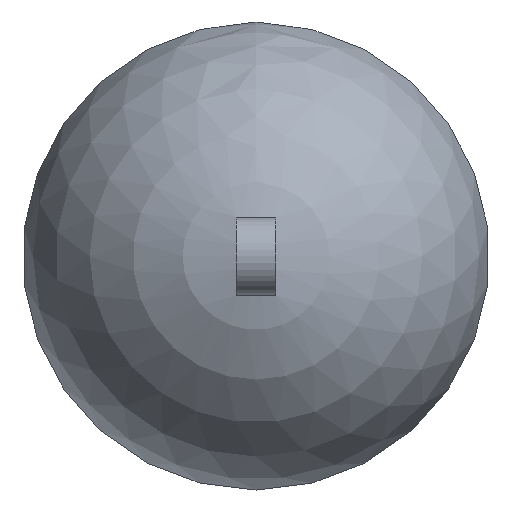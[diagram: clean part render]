
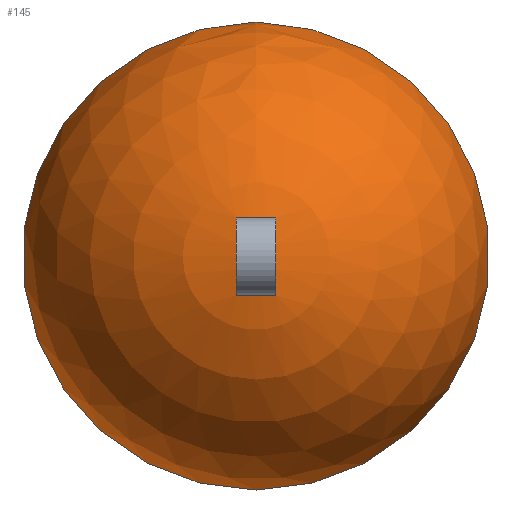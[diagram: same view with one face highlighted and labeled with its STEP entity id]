
A CAD part, left-side view. The second image highlights one B-rep face of the part: STEP entity #145.
In plain terms, the highlighted spherical face has radius 60 mm.
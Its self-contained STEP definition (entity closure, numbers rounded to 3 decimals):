
#20=SPHERICAL_SURFACE('',#176,60.);
#24=CIRCLE('',#160,59.161);
#27=CIRCLE('',#165,59.161);
#32=CIRCLE('',#173,59.791);
#33=CIRCLE('',#175,59.791);
#62=ORIENTED_EDGE('',*,*,#67,.T.);
#63=ORIENTED_EDGE('',*,*,#81,.T.);
#64=ORIENTED_EDGE('',*,*,#73,.T.);
#65=ORIENTED_EDGE('',*,*,#80,.F.);
#67=EDGE_CURVE('',#84,#82,#24,.T.);
#73=EDGE_CURVE('',#88,#89,#27,.T.);
#80=EDGE_CURVE('',#84,#89,#32,.T.);
#81=EDGE_CURVE('',#82,#88,#33,.T.);
#82=VERTEX_POINT('',#224);
#84=VERTEX_POINT('',#227);
#88=VERTEX_POINT('',#239);
#89=VERTEX_POINT('',#240);
#119=EDGE_LOOP('',(#62,#63,#64,#65));
#133=FACE_BOUND('',#119,.T.);
#145=ADVANCED_FACE('',(#133),#20,.T.);
#160=AXIS2_PLACEMENT_3D('',#226,#182,#183);
#165=AXIS2_PLACEMENT_3D('',#238,#195,#196);
#173=AXIS2_PLACEMENT_3D('',#254,#213,#214);
#175=AXIS2_PLACEMENT_3D('',#256,#217,#218);
#176=AXIS2_PLACEMENT_3D('',#257,#219,#220);
#182=DIRECTION('',(0.,0.,-1.));
#183=DIRECTION('',(-1.,0.,0.));
#195=DIRECTION('',(0.,0.,1.));
#196=DIRECTION('',(1.,0.,0.));
#213=DIRECTION('',(0.,1.,0.));
#214=DIRECTION('',(0.,0.,1.));
#217=DIRECTION('',(0.,1.,0.));
#218=DIRECTION('',(0.,0.,1.));
#219=DIRECTION('',(1.,0.,0.));
#220=DIRECTION('',(0.,0.,1.));
#224=CARTESIAN_POINT('',(299.228,5.,-10.));
#226=CARTESIAN_POINT('',(358.178,0.,-10.));
#227=CARTESIAN_POINT('',(299.228,-5.,-10.));
#238=CARTESIAN_POINT('',(358.178,0.,10.));
#239=CARTESIAN_POINT('',(299.228,5.,10.));
#240=CARTESIAN_POINT('',(299.228,-5.,10.));
#254=CARTESIAN_POINT('',(358.178,-5.,0.));
#256=CARTESIAN_POINT('',(358.178,5.,0.));
#257=CARTESIAN_POINT('',(358.178,0.,0.));
